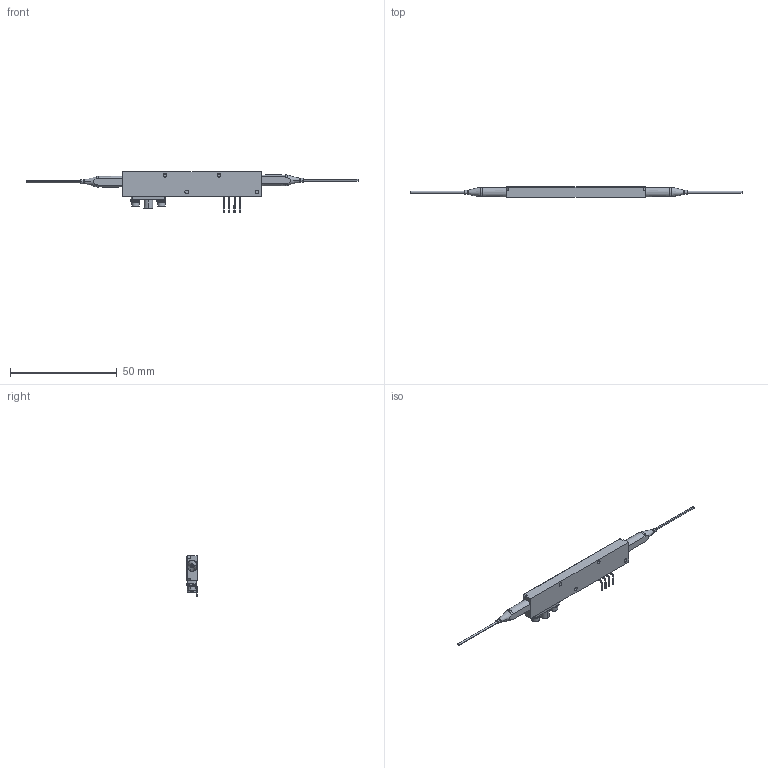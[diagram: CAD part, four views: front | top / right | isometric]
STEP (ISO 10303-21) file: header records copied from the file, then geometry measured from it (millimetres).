
FILE_DESCRIPTION (( 'STEP AP203' ), '1' );
FILE_NAME ('20761-E0W.STEP', '2018-05-07T19:32:51', ( '' ), ( '' ), 'SwSTEP 2.0', 'SolidWorks 2016', '' );
FILE_SCHEMA (( 'CONFIG_CONTROL_DESIGN' ));
Length unit declared in the file: millimetre
Products named in the file (1): 20761-E0W
Bounding box: 155.8 x 4.91 x 18.89 mm (x, y, z)
Surface area: 3595.5 mm2 (no closed solid volume)
Topology: 0 solids, 43 shells, 458 faces, 1986 edges, 1523 vertices
Faces by surface type: plane 211, cylinder 115, bspline 48, torus 48, cone 34, sphere 2
Entity records: 27187 total; most frequent: CARTESIAN_POINT 12077, DIRECTION 2795, ORIENTED_EDGE 2733, EDGE_CURVE 1983, VERTEX_POINT 1523, VECTOR 1141, LINE 1141, AXIS2_PLACEMENT_3D 827
